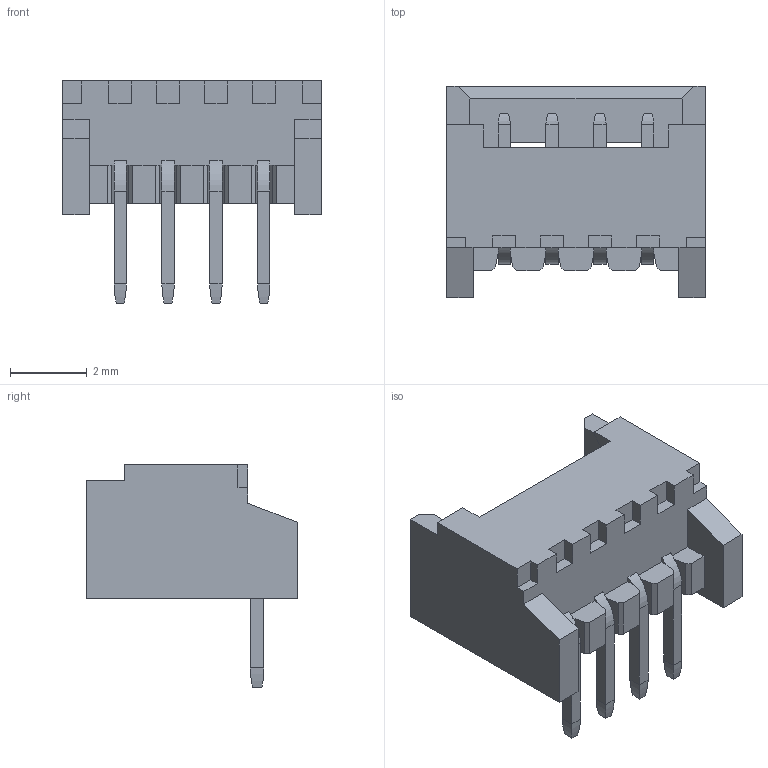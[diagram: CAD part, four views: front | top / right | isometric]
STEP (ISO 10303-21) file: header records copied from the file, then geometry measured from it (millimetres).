
FILE_DESCRIPTION((''),'2;1');
FILE_NAME('530480410','2016-08-16T',('rlalsangi'),(''),'PRO/ENGINEER BY PARAMETRIC TECHNOLOGY CORPORATION, 2012310','PRO/ENGINEER BY PARAMETRIC TECHNOLOGY CORPORATION, 2012310','');
FILE_SCHEMA(('CONFIG_CONTROL_DESIGN'));
Length unit declared in the file: millimetre
Products named in the file (1): 530480410
Bounding box: 6.75 x 5.5 x 5.8 mm (x, y, z)
Volume: 55.2 mm3; surface area: 215.8 mm2
Topology: 1 solids, 1 shells, 182 faces, 482 edges, 306 vertices
Faces by surface type: plane 146, bspline 32, cylinder 4
Entity records: 6317 total; most frequent: CARTESIAN_POINT 1923, ORIENTED_EDGE 948, DIRECTION 776, EDGE_CURVE 474, VECTOR 426, LINE 426, VERTEX_POINT 298, EDGE_LOOP 190
